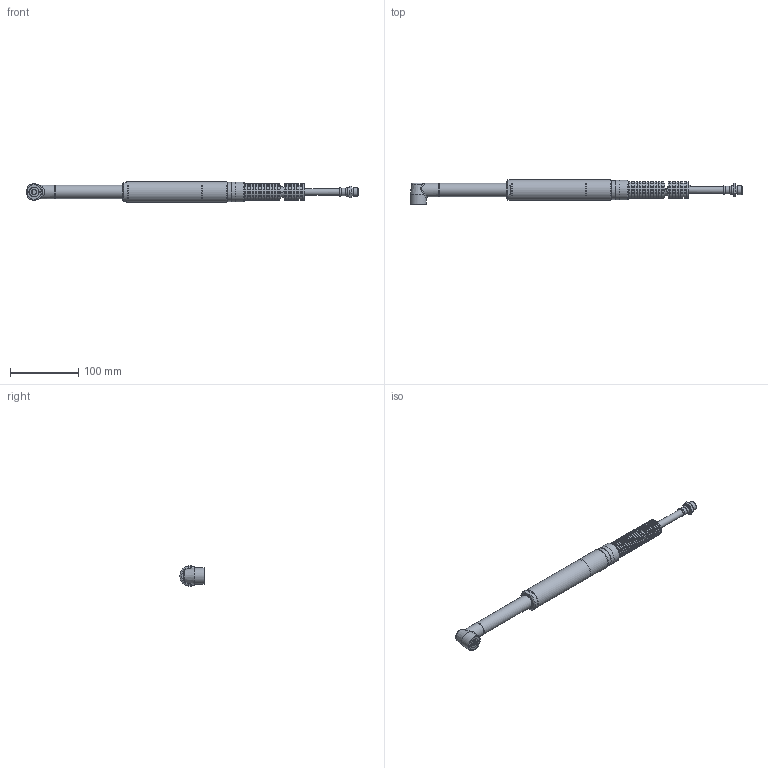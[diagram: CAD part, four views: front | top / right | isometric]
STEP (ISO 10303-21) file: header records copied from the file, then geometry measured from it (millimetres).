
FILE_DESCRIPTION(/* description */ ('EWBS 506'),/* implementation_level */ '2;1');
FILE_NAME(/* name */ 'EWBS 506_60060545.stp',/* time_stamp */ '2022-06-14T13:37:50+02:00',/* author */ ('IBasyouni'),/* organization */ (''),/* preprocessor_version */ 'ST-DEVELOPER v18.1',/* originating_system */ 'Autodesk Inventor 2021',/* authorisation */ '');
FILE_SCHEMA (('AUTOMOTIVE_DESIGN { 1 0 10303 214 3 1 1 }'));
Length unit declared in the file: millimetre
Products named in the file (1): 60060545
Bounding box: 486.6 x 35.6 x 30 mm (x, y, z)
Volume: 188305.1 mm3; surface area: 70925.1 mm2
Topology: 2 solids, 7 shells, 438 faces, 857 edges, 552 vertices
Faces by surface type: plane 205, cylinder 178, cone 36, bspline 11, torus 8
Full cylindrical faces by diameter (mm): 1.5 x7, 2.2 x2, 3.4 x12, 5 x1, 6 x2, 8 x1, 8.6 x1, 10 x2, 10.233 x2, 11 x1, 11.7 x1, 12.388 x3, 13.16 x1, 14 x1, 14.2 x1, 14.8 x1, 16.8 x1, 17.188 x1, 19.5 x24, 19.8 x1, 20 x3, 20.5 x24, 21.5 x2, 23.7 x24, 24 x1, 24.4 x1, 24.7 x25, 24.789 x1, 24.79 x1, 24.917 x2
Entity records: 13168 total; most frequent: CARTESIAN_POINT 3313, DIRECTION 2052, ORIENTED_EDGE 1702, AXIS2_PLACEMENT_3D 881, EDGE_CURVE 851, EDGE_LOOP 603, VERTEX_POINT 552, CIRCLE 453
